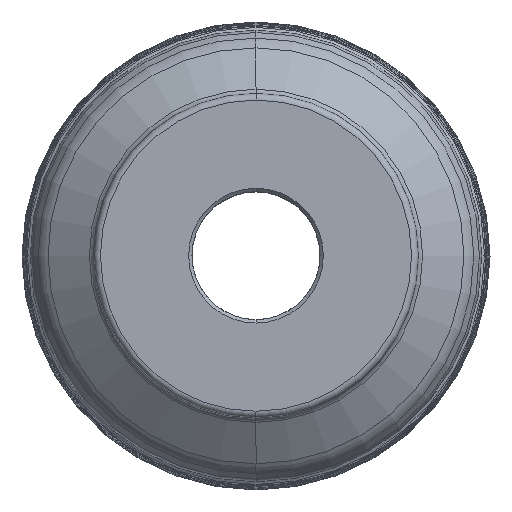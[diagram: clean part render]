
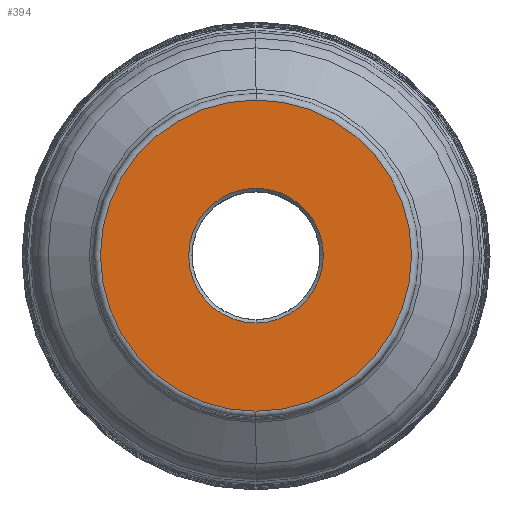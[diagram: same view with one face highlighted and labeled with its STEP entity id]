
A CAD part, top view. The second image highlights one B-rep face of the part: STEP entity #394.
In plain terms, the highlighted planar face has unit normal (0, 0, 1).
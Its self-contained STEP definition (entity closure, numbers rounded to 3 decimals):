
#60=PLANE('',#4079);
#70=FACE_BOUND('',#916,.T.);
#71=FACE_BOUND('',#917,.T.);
#394=ADVANCED_FACE('',(#70,#71),#60,.F.);
#916=EDGE_LOOP('',(#1706,#1707,#1708,#1709));
#917=EDGE_LOOP('',(#1710,#1711));
#1706=ORIENTED_EDGE('',*,*,#2526,.T.);
#1707=ORIENTED_EDGE('',*,*,#2527,.T.);
#1708=ORIENTED_EDGE('',*,*,#2528,.F.);
#1709=ORIENTED_EDGE('',*,*,#2529,.F.);
#1710=ORIENTED_EDGE('',*,*,#2525,.T.);
#1711=ORIENTED_EDGE('',*,*,#2523,.T.);
#2086=VERTEX_POINT('',#7529);
#2087=VERTEX_POINT('',#7531);
#2088=VERTEX_POINT('',#7537);
#2089=VERTEX_POINT('',#7538);
#2090=VERTEX_POINT('',#7540);
#2091=VERTEX_POINT('',#7542);
#2523=EDGE_CURVE('',#2087,#2086,#3060,.T.);
#2525=EDGE_CURVE('',#2086,#2087,#3061,.T.);
#2526=EDGE_CURVE('',#2088,#2089,#3062,.T.);
#2527=EDGE_CURVE('',#2089,#2090,#3063,.T.);
#2528=EDGE_CURVE('',#2091,#2090,#3064,.T.);
#2529=EDGE_CURVE('',#2088,#2091,#3065,.T.);
#3060=CIRCLE('',#4071,20.085);
#3061=CIRCLE('',#4073,20.085);
#3062=CIRCLE('',#4075,46.385);
#3063=CIRCLE('',#4076,46.385);
#3064=CIRCLE('',#4077,46.385);
#3065=CIRCLE('',#4078,46.385);
#4071=AXIS2_PLACEMENT_3D('',#7530,#5124,#5125);
#4073=AXIS2_PLACEMENT_3D('',#7534,#5129,#5130);
#4075=AXIS2_PLACEMENT_3D('',#7536,#5133,#5134);
#4076=AXIS2_PLACEMENT_3D('',#7539,#5135,#5136);
#4077=AXIS2_PLACEMENT_3D('',#7541,#5137,#5138);
#4078=AXIS2_PLACEMENT_3D('',#7543,#5139,#5140);
#4079=AXIS2_PLACEMENT_3D('',#7544,#5141,#5142);
#5124=DIRECTION('',(0.,0.,-1.));
#5125=DIRECTION('',(0.,-1.,0.));
#5129=DIRECTION('',(0.,0.,-1.));
#5130=DIRECTION('',(0.,1.,0.));
#5133=DIRECTION('',(0.,0.,1.));
#5134=DIRECTION('',(0.,1.,0.));
#5135=DIRECTION('',(0.,0.,1.));
#5136=DIRECTION('',(0.,-1.,0.));
#5137=DIRECTION('',(0.,0.,-1.));
#5138=DIRECTION('',(0.,-1.,0.));
#5139=DIRECTION('',(0.,0.,-1.));
#5140=DIRECTION('',(0.,1.,0.));
#5141=DIRECTION('',(0.,0.,-1.));
#5142=DIRECTION('',(0.,1.,0.));
#7529=CARTESIAN_POINT('',(0.,20.085,0.));
#7530=CARTESIAN_POINT('',(0.,0.,0.));
#7531=CARTESIAN_POINT('',(0.,-20.085,0.));
#7534=CARTESIAN_POINT('',(0.,0.,0.));
#7536=CARTESIAN_POINT('',(0.,0.,0.));
#7537=CARTESIAN_POINT('',(-0.015,46.385,0.));
#7538=CARTESIAN_POINT('',(0.,-46.385,0.));
#7539=CARTESIAN_POINT('',(0.,0.,0.));
#7540=CARTESIAN_POINT('',(0.015,-46.385,0.));
#7541=CARTESIAN_POINT('',(0.,0.,0.));
#7542=CARTESIAN_POINT('',(0.,46.385,0.));
#7543=CARTESIAN_POINT('',(0.,0.,0.));
#7544=CARTESIAN_POINT('',(0.,0.,0.));
